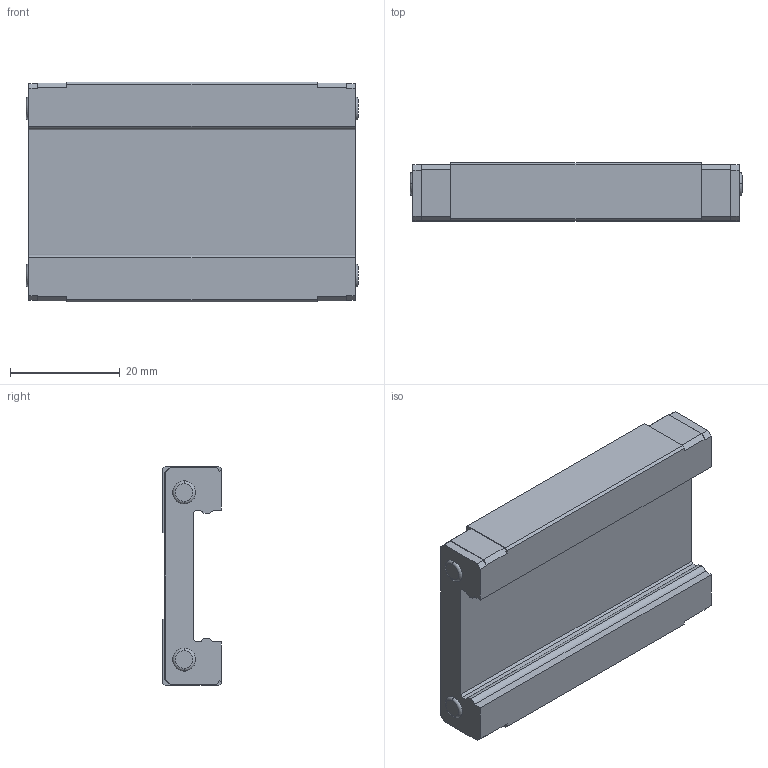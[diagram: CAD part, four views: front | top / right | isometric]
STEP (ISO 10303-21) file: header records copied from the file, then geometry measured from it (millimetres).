
FILE_DESCRIPTION (( 'STEP AP203' ), '1' );
FILE_NAME ('mgw12h.STEP', '2007-10-22T12:32:26', ( 'HIWIN GmbH' ), ( '77654 Offenburg' ), 'SwSTEP 2.0', 'SolidWorks 2006104', '' );
FILE_SCHEMA (( 'CONFIG_CONTROL_DESIGN' ));
Length unit declared in the file: millimetre
Products named in the file (1): mgw12h
Bounding box: 60.4 x 10.6 x 40 mm (x, y, z)
Volume: 17415.6 mm3; surface area: 7355.5 mm2
Topology: 1 solids, 1 shells, 96 faces, 253 edges, 160 vertices
Faces by surface type: plane 66, cylinder 14, torus 8, cone 8
Entity records: 2960 total; most frequent: CARTESIAN_POINT 502, DIRECTION 493, ORIENTED_EDGE 490, EDGE_CURVE 245, VECTOR 191, LINE 191, VERTEX_POINT 160, AXIS2_PLACEMENT_3D 151
